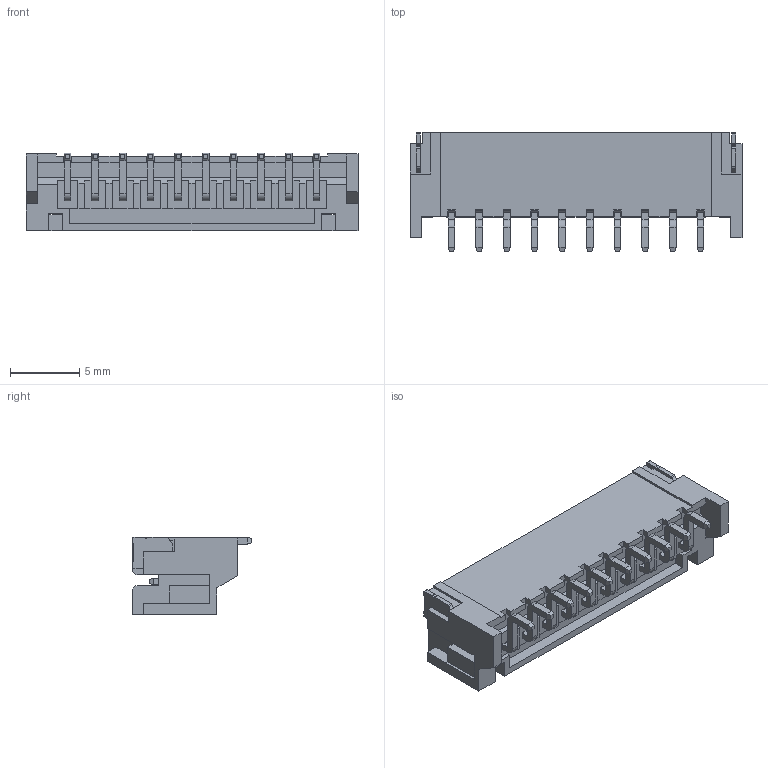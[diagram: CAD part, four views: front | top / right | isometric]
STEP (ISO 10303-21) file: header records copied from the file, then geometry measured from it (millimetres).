
FILE_DESCRIPTION((''),'2;1');
FILE_NAME('FWF20004-S10_REF1','2021-03-17T',('gongcheng6'),(''),'PRO/ENGINEER BY PARAMETRIC TECHNOLOGY CORPORATION, 2010280','PRO/ENGINEER BY PARAMETRIC TECHNOLOGY CORPORATION, 2010280','');
FILE_SCHEMA(('CONFIG_CONTROL_DESIGN'));
Length unit declared in the file: millimetre
Products named in the file (1): FWF20004-S10_REF1
Bounding box: 24 x 8.6 x 5.6 mm (x, y, z)
Volume: 344.8 mm3; surface area: 1189.1 mm2
Topology: 1 solids, 1 shells, 674 faces, 1828 edges, 1172 vertices
Faces by surface type: plane 612, cylinder 62
Entity records: 20742 total; most frequent: CARTESIAN_POINT 3674, ORIENTED_EDGE 3656, DIRECTION 3300, EDGE_CURVE 1828, VECTOR 1704, LINE 1704, VERTEX_POINT 1172, AXIS2_PLACEMENT_3D 798
